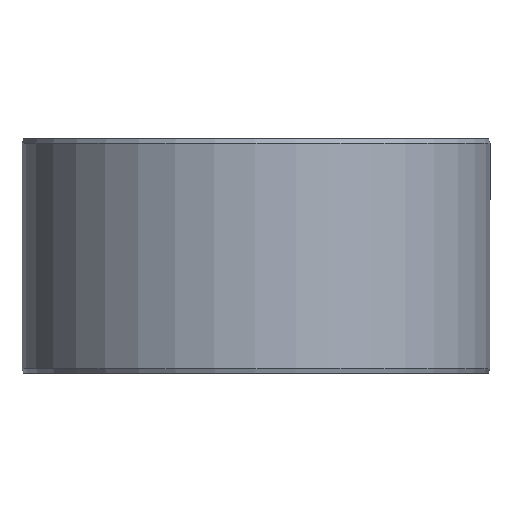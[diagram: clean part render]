
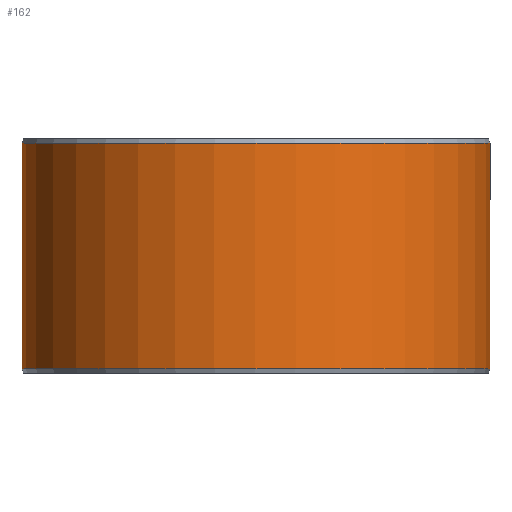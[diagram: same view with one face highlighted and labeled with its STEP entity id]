
A CAD part, front view. The second image highlights one B-rep face of the part: STEP entity #162.
In plain terms, the highlighted cylindrical face has radius 100 mm (diameter 200 mm), a partial arc.
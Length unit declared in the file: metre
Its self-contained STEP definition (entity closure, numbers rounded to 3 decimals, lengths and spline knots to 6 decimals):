
#162=ADVANCED_FACE('',(#185,#186),#187,.T.);
#185=FACE_OUTER_BOUND('',#211,.T.);
#186=FACE_BOUND('',#212,.T.);
#187=CYLINDRICAL_SURFACE('',#213,0.1);
#211=EDGE_LOOP('',(#289,#290,#291,#292));
#212=EDGE_LOOP('',(#293));
#213=AXIS2_PLACEMENT_3D('',#294,#295,#296);
#289=ORIENTED_EDGE('',*,*,#314,.T.);
#290=ORIENTED_EDGE('',*,*,#323,.F.);
#291=ORIENTED_EDGE('',*,*,#309,.F.);
#292=ORIENTED_EDGE('',*,*,#324,.T.);
#293=ORIENTED_EDGE('',*,*,#327,.T.);
#294=CARTESIAN_POINT('',(0.,0.,0.0));
#295=DIRECTION('',(0.,0.0,-1.0));
#296=DIRECTION('',(-1.0,0.0,0.));
#309=EDGE_CURVE('',#341,#342,#343,.T.);
#314=EDGE_CURVE('',#351,#349,#352,.T.);
#323=EDGE_CURVE('',#342,#349,#365,.T.);
#324=EDGE_CURVE('',#341,#351,#366,.T.);
#327=EDGE_CURVE('',#370,#370,#371,.T.);
#341=VERTEX_POINT('',#389);
#342=VERTEX_POINT('',#390);
#343=CIRCLE('',#391,0.1);
#349=VERTEX_POINT('',#399);
#351=VERTEX_POINT('',#402);
#352=CIRCLE('',#403,0.1);
#365=LINE('',#422,#423);
#366=LINE('',#424,#425);
#370=VERTEX_POINT('',#501);
#371=B_SPLINE_CURVE_WITH_KNOTS('',3,(#502,#503,#504,#505,#506,#507,#508,#509,#510,#511,#512,#513,#514,#515,#516,#517,#518,#519,#520,#521,#522,#523,#524,#525,#526,#527,#528,#529,#530,#531,#532,#533,#534,#535,#536,#537,#538,#539,#540,#541,#542,#543,#544,#545,#546,#547,#548,#549,#550,#551,#552,#553,#554,#555,#556,#557,#558,#559,#560,#561,#562,#563,#564,#565,#566,#567,#568,#569,#570,#571,#572,#573),.UNSPECIFIED.,.T.,.F.,(2,2,2,2,2,2,2,2,2,2,2,2,2,2,2,2,2,2,2,2,2,2,2,2,2,2,2,2,2,2,2,2,2,2,2,2,2,2),(-0.000977,0.0,0.000977,0.001466,0.001954,0.002931,0.003908,0.004885,0.005862,0.006839,0.007816,0.008794,0.009771,0.010748,0.011725,0.012702,0.01319,0.013679,0.014656,0.015633,0.01661,0.017587,0.018564,0.019541,0.020518,0.021495,0.022472,0.023449,0.024426,0.024915,0.025404,0.026381,0.027358,0.028335,0.029312,0.030289,0.031266,0.032243),.UNSPECIFIED.);
#389=CARTESIAN_POINT('',(0.001745,0.099985,0.0018));
#390=CARTESIAN_POINT('',(0.,0.1,0.0018));
#391=AXIS2_PLACEMENT_3D('',#587,#588,#589);
#399=CARTESIAN_POINT('',(0.,0.1,0.0982));
#402=CARTESIAN_POINT('',(0.001745,0.099985,0.0982));
#403=AXIS2_PLACEMENT_3D('',#596,#597,#598);
#422=CARTESIAN_POINT('',(0.,0.1,0.0018));
#423=VECTOR('',#611,1.0);
#424=CARTESIAN_POINT('',(0.001745,0.099985,0.0018));
#425=VECTOR('',#612,1.0);
#501=CARTESIAN_POINT('',(0.083034,-0.055725,0.05));
#502=CARTESIAN_POINT('',(0.083034,-0.055725,0.04967));
#503=CARTESIAN_POINT('',(0.083034,-0.055725,0.05033));
#504=CARTESIAN_POINT('',(0.083052,-0.055698,0.050655));
#505=CARTESIAN_POINT('',(0.083106,-0.055619,0.051135));
#506=CARTESIAN_POINT('',(0.083128,-0.055586,0.051293));
#507=CARTESIAN_POINT('',(0.08318,-0.055507,0.051607));
#508=CARTESIAN_POINT('',(0.083212,-0.05546,0.051763));
#509=CARTESIAN_POINT('',(0.083316,-0.055303,0.052217));
#510=CARTESIAN_POINT('',(0.083401,-0.055175,0.052505));
#511=CARTESIAN_POINT('',(0.083601,-0.054872,0.053048));
#512=CARTESIAN_POINT('',(0.083717,-0.054695,0.053305));
#513=CARTESIAN_POINT('',(0.083968,-0.054308,0.053766));
#514=CARTESIAN_POINT('',(0.084105,-0.054097,0.053973));
#515=CARTESIAN_POINT('',(0.084399,-0.053636,0.054339));
#516=CARTESIAN_POINT('',(0.084555,-0.05339,0.054494));
#517=CARTESIAN_POINT('',(0.084875,-0.052881,0.054744));
#518=CARTESIAN_POINT('',(0.085041,-0.052613,0.05484));
#519=CARTESIAN_POINT('',(0.085379,-0.052063,0.054968));
#520=CARTESIAN_POINT('',(0.085547,-0.051786,0.055));
#521=CARTESIAN_POINT('',(0.085883,-0.051227,0.055));
#522=CARTESIAN_POINT('',(0.086053,-0.050942,0.054968));
#523=CARTESIAN_POINT('',(0.086377,-0.050389,0.05484));
#524=CARTESIAN_POINT('',(0.086534,-0.050119,0.054746));
#525=CARTESIAN_POINT('',(0.086836,-0.049594,0.054495));
#526=CARTESIAN_POINT('',(0.086981,-0.04934,0.054339));
#527=CARTESIAN_POINT('',(0.087247,-0.048868,0.053977));
#528=CARTESIAN_POINT('',(0.08737,-0.048647,0.053771));
#529=CARTESIAN_POINT('',(0.087596,-0.048238,0.053304));
#530=CARTESIAN_POINT('',(0.087696,-0.048056,0.053051));
#531=CARTESIAN_POINT('',(0.087826,-0.047818,0.052645));
#532=CARTESIAN_POINT('',(0.087867,-0.047744,0.052505));
#533=CARTESIAN_POINT('',(0.08794,-0.047608,0.052216));
#534=CARTESIAN_POINT('',(0.087974,-0.047545,0.052066));
#535=CARTESIAN_POINT('',(0.088064,-0.047379,0.051612));
#536=CARTESIAN_POINT('',(0.088109,-0.047296,0.0513));
#537=CARTESIAN_POINT('',(0.088169,-0.047183,0.05066));
#538=CARTESIAN_POINT('',(0.088185,-0.047154,0.050328));
#539=CARTESIAN_POINT('',(0.088185,-0.047153,0.049675));
#540=CARTESIAN_POINT('',(0.08817,-0.047181,0.049351));
#541=CARTESIAN_POINT('',(0.08811,-0.047294,0.048706));
#542=CARTESIAN_POINT('',(0.088064,-0.047379,0.04839));
#543=CARTESIAN_POINT('',(0.087946,-0.047598,0.047788));
#544=CARTESIAN_POINT('',(0.087872,-0.047734,0.047498));
#545=CARTESIAN_POINT('',(0.087697,-0.048055,0.046951));
#546=CARTESIAN_POINT('',(0.087597,-0.048236,0.046699));
#547=CARTESIAN_POINT('',(0.087374,-0.04864,0.046237));
#548=CARTESIAN_POINT('',(0.087249,-0.048864,0.046026));
#549=CARTESIAN_POINT('',(0.086982,-0.049338,0.045662));
#550=CARTESIAN_POINT('',(0.08684,-0.049587,0.045509));
#551=CARTESIAN_POINT('',(0.086539,-0.050112,0.045257));
#552=CARTESIAN_POINT('',(0.086379,-0.050387,0.045161));
#553=CARTESIAN_POINT('',(0.086055,-0.050938,0.045033));
#554=CARTESIAN_POINT('',(0.085889,-0.051217,0.045));
#555=CARTESIAN_POINT('',(0.085549,-0.051782,0.045));
#556=CARTESIAN_POINT('',(0.08538,-0.052061,0.045032));
#557=CARTESIAN_POINT('',(0.085129,-0.052469,0.045127));
#558=CARTESIAN_POINT('',(0.085046,-0.052604,0.045166));
#559=CARTESIAN_POINT('',(0.08488,-0.052871,0.045261));
#560=CARTESIAN_POINT('',(0.084798,-0.053003,0.045317));
#561=CARTESIAN_POINT('',(0.084556,-0.053389,0.045505));
#562=CARTESIAN_POINT('',(0.084402,-0.053632,0.045658));
#563=CARTESIAN_POINT('',(0.084109,-0.05409,0.04602));
#564=CARTESIAN_POINT('',(0.08397,-0.054306,0.046231));
#565=CARTESIAN_POINT('',(0.083718,-0.054694,0.046692));
#566=CARTESIAN_POINT('',(0.083604,-0.054867,0.046944));
#567=CARTESIAN_POINT('',(0.083403,-0.055172,0.047489));
#568=CARTESIAN_POINT('',(0.083317,-0.055302,0.047781));
#569=CARTESIAN_POINT('',(0.083178,-0.055511,0.048382));
#570=CARTESIAN_POINT('',(0.083125,-0.055591,0.048696));
#571=CARTESIAN_POINT('',(0.083052,-0.055698,0.049343));
#572=CARTESIAN_POINT('',(0.083034,-0.055725,0.04967));
#573=CARTESIAN_POINT('',(0.083034,-0.055725,0.05033));
#587=CARTESIAN_POINT('',(0.,0.,0.0018));
#588=DIRECTION('',(0.,0.0,-1.0));
#589=DIRECTION('',(-1.0,0.0,0.));
#596=CARTESIAN_POINT('',(0.,0.,0.0982));
#597=DIRECTION('',(0.,0.0,-1.0));
#598=DIRECTION('',(-1.0,0.0,0.));
#611=DIRECTION('',(0.,0.0,1.0));
#612=DIRECTION('',(0.,0.,1.0));
